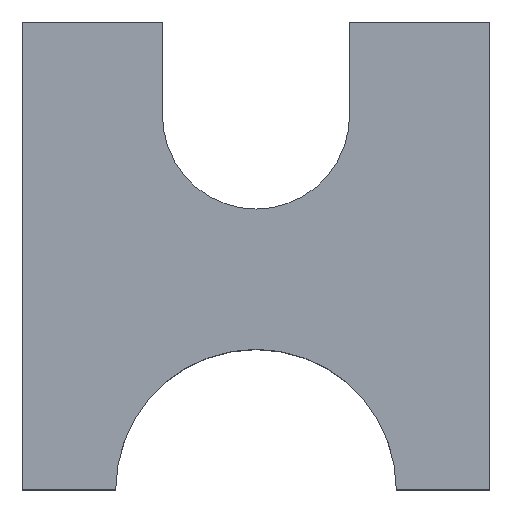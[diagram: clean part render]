
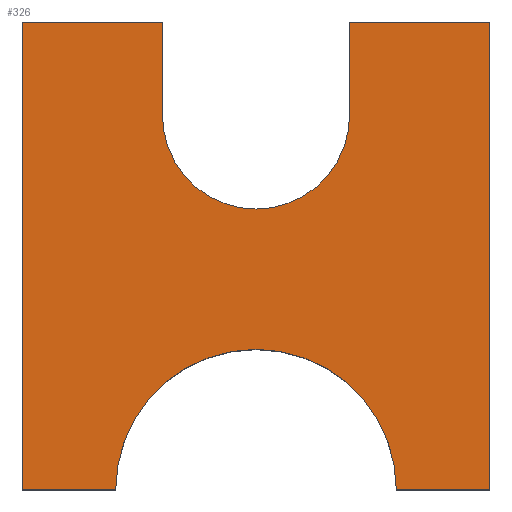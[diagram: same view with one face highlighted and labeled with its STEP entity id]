
A CAD part, top view. The second image highlights one B-rep face of the part: STEP entity #326.
In plain terms, the highlighted planar face has unit normal (0, 0, 1).
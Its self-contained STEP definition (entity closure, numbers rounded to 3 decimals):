
#74=CARTESIAN_POINT('',(5.,0.,4.));
#75=DIRECTION('',(0.,0.,-1.));
#76=DIRECTION('',(-1.,0.,0.));
#77=AXIS2_PLACEMENT_3D('',#74,#75,#76);
#84=CARTESIAN_POINT('',(5.,8.,4.));
#85=DIRECTION('',(0.,0.,1.));
#86=DIRECTION('',(-1.,0.,0.));
#87=AXIS2_PLACEMENT_3D('',#84,#85,#86);
#89=DIRECTION('',(0.,-1.,0.));
#90=VECTOR('',#89,2.);
#91=CARTESIAN_POINT('',(7.,10.,4.));
#92=LINE('',#91,#90);
#93=DIRECTION('',(-1.,0.,0.));
#94=VECTOR('',#93,3.);
#95=CARTESIAN_POINT('',(10.,10.,4.));
#96=LINE('',#95,#94);
#97=DIRECTION('',(0.,1.,0.));
#98=VECTOR('',#97,10.);
#99=CARTESIAN_POINT('',(10.,0.,4.));
#100=LINE('',#99,#98);
#101=DIRECTION('',(1.,0.,0.));
#102=VECTOR('',#101,2.);
#103=CARTESIAN_POINT('',(8.,0.,4.));
#104=LINE('',#103,#102);
#105=DIRECTION('',(1.,0.,0.));
#106=VECTOR('',#105,2.);
#107=CARTESIAN_POINT('',(0.,0.,4.));
#108=LINE('',#107,#106);
#109=DIRECTION('',(0.,-1.,0.));
#110=VECTOR('',#109,10.);
#111=CARTESIAN_POINT('',(0.,10.,4.));
#112=LINE('',#111,#110);
#113=DIRECTION('',(-1.,0.,0.));
#114=VECTOR('',#113,3.);
#115=CARTESIAN_POINT('',(3.,10.,4.));
#116=LINE('',#115,#114);
#117=DIRECTION('',(0.,-1.,0.));
#118=VECTOR('',#117,2.);
#119=CARTESIAN_POINT('',(3.,10.,4.));
#120=LINE('',#119,#118);
#133=CARTESIAN_POINT('',(10.,0.,4.));
#134=CARTESIAN_POINT('',(10.,10.,4.));
#135=VERTEX_POINT('',#133);
#136=VERTEX_POINT('',#134);
#137=CARTESIAN_POINT('',(0.,10.,4.));
#138=CARTESIAN_POINT('',(0.,0.,4.));
#139=VERTEX_POINT('',#137);
#140=VERTEX_POINT('',#138);
#142=CARTESIAN_POINT('',(2.,0.,4.));
#144=VERTEX_POINT('',#142);
#146=CARTESIAN_POINT('',(8.,0.,4.));
#148=VERTEX_POINT('',#146);
#157=CARTESIAN_POINT('',(3.,8.,4.));
#158=CARTESIAN_POINT('',(7.,8.,4.));
#159=VERTEX_POINT('',#157);
#160=VERTEX_POINT('',#158);
#161=CARTESIAN_POINT('',(7.,10.,4.));
#162=VERTEX_POINT('',#161);
#163=CARTESIAN_POINT('',(3.,10.,4.));
#164=VERTEX_POINT('',#163);
#307=CARTESIAN_POINT('',(0.,0.,4.));
#308=DIRECTION('',(0.,0.,1.));
#309=DIRECTION('',(1.,0.,0.));
#310=AXIS2_PLACEMENT_3D('',#307,#308,#309);
#311=PLANE('',#310);
#312=ORIENTED_EDGE('',*,*,#201,.T.);
#313=ORIENTED_EDGE('',*,*,#216,.F.);
#314=ORIENTED_EDGE('',*,*,#231,.F.);
#315=ORIENTED_EDGE('',*,*,#259,.F.);
#316=ORIENTED_EDGE('',*,*,#287,.F.);
#317=ORIENTED_EDGE('',*,*,#299,.F.);
#318=ORIENTED_EDGE('',*,*,#275,.F.);
#320=ORIENTED_EDGE('',*,*,#319,.F.);
#321=ORIENTED_EDGE('',*,*,#243,.F.);
#323=ORIENTED_EDGE('',*,*,#322,.T.);
#324=EDGE_LOOP('',(#312,#313,#314,#315,#316,#317,#318,#320,#321,#323));
#325=FACE_OUTER_BOUND('',#324,.F.);
#78=CIRCLE('',#77,3.);
#88=CIRCLE('',#87,2.);
#201=EDGE_CURVE('',#159,#160,#88,.T.);
#216=EDGE_CURVE('',#162,#160,#92,.T.);
#231=EDGE_CURVE('',#136,#162,#96,.T.);
#243=EDGE_CURVE('',#164,#139,#116,.T.);
#259=EDGE_CURVE('',#135,#136,#100,.T.);
#275=EDGE_CURVE('',#140,#144,#108,.T.);
#287=EDGE_CURVE('',#148,#135,#104,.T.);
#299=EDGE_CURVE('',#144,#148,#78,.T.);
#319=EDGE_CURVE('',#139,#140,#112,.T.);
#322=EDGE_CURVE('',#164,#159,#120,.T.);
#326=ADVANCED_FACE('',(#325),#311,.T.);
